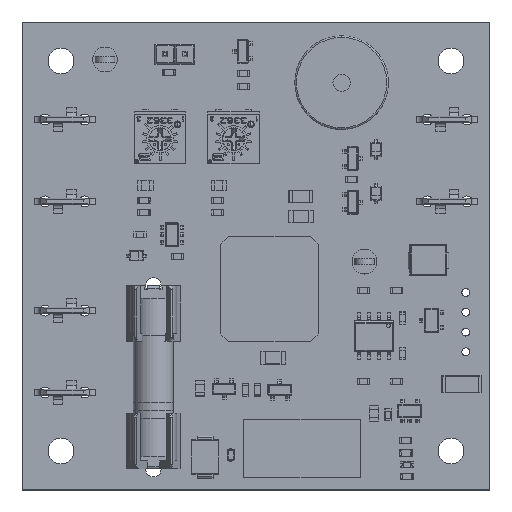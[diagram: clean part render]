
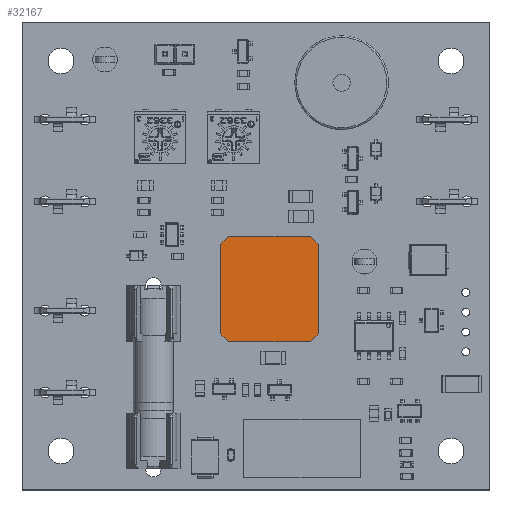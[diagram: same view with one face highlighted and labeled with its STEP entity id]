
A CAD part, top view. The second image highlights one B-rep face of the part: STEP entity #32167.
In plain terms, the highlighted planar face has unit normal (0, 0, 1).
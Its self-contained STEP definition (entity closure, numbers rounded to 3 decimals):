
#31910 = VERTEX_POINT('',#31911);
#31911 = CARTESIAN_POINT('',(6.25,-5.75,3.5));
#31917 = EDGE_CURVE('',#31910,#31918,#31920,.T.);
#31918 = VERTEX_POINT('',#31919);
#31919 = CARTESIAN_POINT('',(6.25,5.75,3.5));
#31920 = LINE('',#31921,#31922);
#31921 = CARTESIAN_POINT('',(6.25,-5.75,3.5));
#31922 = VECTOR('',#31923,1.);
#31923 = DIRECTION('',(0.,1.,0.));
#31948 = EDGE_CURVE('',#31918,#31949,#31951,.T.);
#31949 = VERTEX_POINT('',#31950);
#31950 = CARTESIAN_POINT('',(5.25,6.75,3.5));
#31951 = LINE('',#31952,#31953);
#31952 = CARTESIAN_POINT('',(6.25,5.75,3.5));
#31953 = VECTOR('',#31954,1.);
#31954 = DIRECTION('',(-0.707,0.707,0.));
#31979 = EDGE_CURVE('',#31949,#31980,#31982,.T.);
#31980 = VERTEX_POINT('',#31981);
#31981 = CARTESIAN_POINT('',(-5.25,6.75,3.5));
#31982 = LINE('',#31983,#31984);
#31983 = CARTESIAN_POINT('',(5.25,6.75,3.5));
#31984 = VECTOR('',#31985,1.);
#31985 = DIRECTION('',(-1.,0.,0.));
#32010 = EDGE_CURVE('',#31980,#32011,#32013,.T.);
#32011 = VERTEX_POINT('',#32012);
#32012 = CARTESIAN_POINT('',(-6.25,5.75,3.5));
#32013 = LINE('',#32014,#32015);
#32014 = CARTESIAN_POINT('',(-5.25,6.75,3.5));
#32015 = VECTOR('',#32016,1.);
#32016 = DIRECTION('',(-0.707,-0.707,0.));
#32041 = EDGE_CURVE('',#32011,#32042,#32044,.T.);
#32042 = VERTEX_POINT('',#32043);
#32043 = CARTESIAN_POINT('',(-6.25,-5.75,3.5));
#32044 = LINE('',#32045,#32046);
#32045 = CARTESIAN_POINT('',(-6.25,5.75,3.5));
#32046 = VECTOR('',#32047,1.);
#32047 = DIRECTION('',(0.,-1.,0.));
#32072 = EDGE_CURVE('',#32042,#32073,#32075,.T.);
#32073 = VERTEX_POINT('',#32074);
#32074 = CARTESIAN_POINT('',(-5.25,-6.75,3.5));
#32075 = LINE('',#32076,#32077);
#32076 = CARTESIAN_POINT('',(-6.25,-5.75,3.5));
#32077 = VECTOR('',#32078,1.);
#32078 = DIRECTION('',(0.707,-0.707,0.));
#32103 = EDGE_CURVE('',#32073,#32104,#32106,.T.);
#32104 = VERTEX_POINT('',#32105);
#32105 = CARTESIAN_POINT('',(5.25,-6.75,3.5));
#32106 = LINE('',#32107,#32108);
#32107 = CARTESIAN_POINT('',(-5.25,-6.75,3.5));
#32108 = VECTOR('',#32109,1.);
#32109 = DIRECTION('',(1.,0.,0.));
#32134 = EDGE_CURVE('',#32104,#31910,#32135,.T.);
#32135 = LINE('',#32136,#32137);
#32136 = CARTESIAN_POINT('',(5.25,-6.75,3.5));
#32137 = VECTOR('',#32138,1.);
#32138 = DIRECTION('',(0.707,0.707,0.));
#32167 = ADVANCED_FACE('',(#32168),#32178,.F.);
#32168 = FACE_BOUND('',#32169,.T.);
#32169 = EDGE_LOOP('',(#32170,#32171,#32172,#32173,#32174,#32175,#32176,
    #32177));
#32170 = ORIENTED_EDGE('',*,*,#31917,.T.);
#32171 = ORIENTED_EDGE('',*,*,#31948,.T.);
#32172 = ORIENTED_EDGE('',*,*,#31979,.T.);
#32173 = ORIENTED_EDGE('',*,*,#32010,.T.);
#32174 = ORIENTED_EDGE('',*,*,#32041,.T.);
#32175 = ORIENTED_EDGE('',*,*,#32072,.T.);
#32176 = ORIENTED_EDGE('',*,*,#32103,.T.);
#32177 = ORIENTED_EDGE('',*,*,#32134,.T.);
#32178 = PLANE('',#32179);
#32179 = AXIS2_PLACEMENT_3D('',#32180,#32181,#32182);
#32180 = CARTESIAN_POINT('',(6.25,-5.75,3.5));
#32181 = DIRECTION('',(0.,0.,-1.));
#32182 = DIRECTION('',(-1.,0.,0.));
